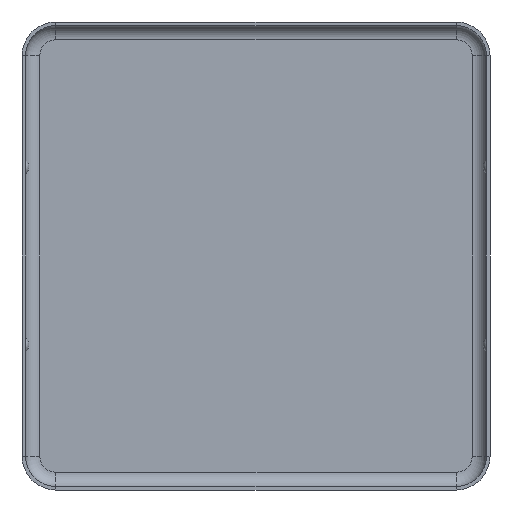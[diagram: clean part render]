
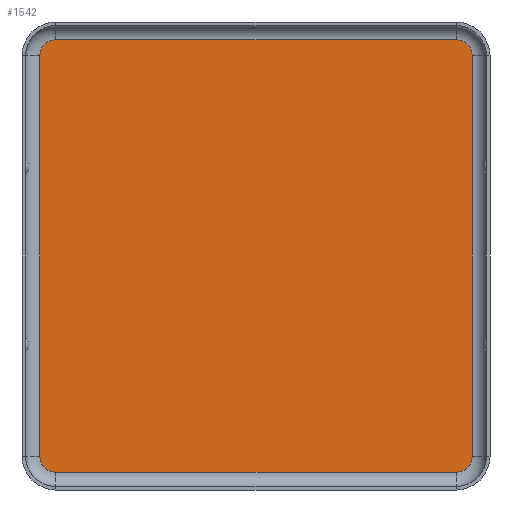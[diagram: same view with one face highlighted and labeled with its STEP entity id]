
A CAD part, front view. The second image highlights one B-rep face of the part: STEP entity #1542.
In plain terms, the highlighted planar face has unit normal (0, -1, 0).
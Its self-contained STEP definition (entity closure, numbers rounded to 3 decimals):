
#23 = EDGE_CURVE ( 'NONE', #150, #1091, #1256, .T. ) ;
#25 = DIRECTION ( 'NONE',  ( 0., -1., 0. ) ) ;
#68 = DIRECTION ( 'NONE',  ( -1., 0., 0. ) ) ;
#93 = DIRECTION ( 'NONE',  ( -1., 0., 0. ) ) ;
#117 = LINE ( 'NONE', #582, #637 ) ;
#126 = AXIS2_PLACEMENT_3D ( 'NONE', #564, #1205, #1462 ) ;
#142 = CARTESIAN_POINT ( 'NONE',  ( 11.25, 0., -11.25 ) ) ;
#148 = EDGE_CURVE ( 'NONE', #1563, #975, #1104, .T. ) ;
#150 = VERTEX_POINT ( 'NONE', #689 ) ;
#183 = CARTESIAN_POINT ( 'NONE',  ( -11.25, 0., -11.25 ) ) ;
#204 = ORIENTED_EDGE ( 'NONE', *, *, #437, .T. ) ;
#221 = VECTOR ( 'NONE', #93, 1000. ) ;
#260 = AXIS2_PLACEMENT_3D ( 'NONE', #726, #326, #845 ) ;
#326 = DIRECTION ( 'NONE',  ( 0., -1., 0. ) ) ;
#350 = EDGE_CURVE ( 'NONE', #975, #1408, #1401, .T. ) ;
#379 = CARTESIAN_POINT ( 'NONE',  ( 11.25, 0., 12.15 ) ) ;
#437 = EDGE_CURVE ( 'NONE', #1172, #150, #117, .T. ) ;
#440 = ORIENTED_EDGE ( 'NONE', *, *, #501, .F. ) ;
#459 = ORIENTED_EDGE ( 'NONE', *, *, #1187, .T. ) ;
#491 = AXIS2_PLACEMENT_3D ( 'NONE', #183, #1050, #1536 ) ;
#494 = VECTOR ( 'NONE', #552, 1000. ) ;
#501 = EDGE_CURVE ( 'NONE', #1172, #730, #596, .T. ) ;
#552 = DIRECTION ( 'NONE',  ( 0., 0., -1. ) ) ;
#564 = CARTESIAN_POINT ( 'NONE',  ( 11.25, 0., -11.25 ) ) ;
#578 = CARTESIAN_POINT ( 'NONE',  ( 12.15, 0., -11.25 ) ) ;
#582 = CARTESIAN_POINT ( 'NONE',  ( -12.15, 0., 0. ) ) ;
#585 = DIRECTION ( 'NONE',  ( 0., 1., 0. ) ) ;
#590 = CARTESIAN_POINT ( 'NONE',  ( -11.25, 0., 11.25 ) ) ;
#596 = CIRCLE ( 'NONE', #659, 0.9 ) ;
#637 = VECTOR ( 'NONE', #711, 1000. ) ;
#641 = CARTESIAN_POINT ( 'NONE',  ( -11.25, 0., 12.15 ) ) ;
#659 = AXIS2_PLACEMENT_3D ( 'NONE', #590, #585, #1604 ) ;
#689 = CARTESIAN_POINT ( 'NONE',  ( -12.15, 0., -11.25 ) ) ;
#711 = DIRECTION ( 'NONE',  ( 0., 0., -1. ) ) ;
#726 = CARTESIAN_POINT ( 'NONE',  ( 11.25, 0., 11.25 ) ) ;
#730 = VERTEX_POINT ( 'NONE', #641 ) ;
#809 = CARTESIAN_POINT ( 'NONE',  ( 11.25, 0., -12.15 ) ) ;
#836 = ORIENTED_EDGE ( 'NONE', *, *, #350, .F. ) ;
#845 = DIRECTION ( 'NONE',  ( 0., 0., -1. ) ) ;
#847 = CARTESIAN_POINT ( 'NONE',  ( -11.25, 0., -12.15 ) ) ;
#853 = ORIENTED_EDGE ( 'NONE', *, *, #1297, .F. ) ;
#883 = ORIENTED_EDGE ( 'NONE', *, *, #148, .F. ) ;
#932 = ORIENTED_EDGE ( 'NONE', *, *, #23, .T. ) ;
#975 = VERTEX_POINT ( 'NONE', #578 ) ;
#1050 = DIRECTION ( 'NONE',  ( 0., -1., 0. ) ) ;
#1057 = VECTOR ( 'NONE', #68, 1000. ) ;
#1091 = VERTEX_POINT ( 'NONE', #847 ) ;
#1104 = LINE ( 'NONE', #1328, #494 ) ;
#1149 = CARTESIAN_POINT ( 'NONE',  ( 12.15, 0., 11.25 ) ) ;
#1172 = VERTEX_POINT ( 'NONE', #1602 ) ;
#1187 = EDGE_CURVE ( 'NONE', #1563, #1452, #1510, .T. ) ;
#1205 = DIRECTION ( 'NONE',  ( 0., 1., 0. ) ) ;
#1237 = EDGE_LOOP ( 'NONE', ( #853, #836, #883, #459, #1530, #440, #204, #932 ) ) ;
#1246 = CARTESIAN_POINT ( 'NONE',  ( 11.25, 0., 12.15 ) ) ;
#1250 = CARTESIAN_POINT ( 'NONE',  ( 11.25, 0., -12.15 ) ) ;
#1256 = CIRCLE ( 'NONE', #491, 0.9 ) ;
#1285 = EDGE_CURVE ( 'NONE', #1452, #730, #1622, .T. ) ;
#1297 = EDGE_CURVE ( 'NONE', #1408, #1091, #1414, .T. ) ;
#1328 = CARTESIAN_POINT ( 'NONE',  ( 12.15, 0., 0. ) ) ;
#1400 = PLANE ( 'NONE',  #1466 ) ;
#1401 = CIRCLE ( 'NONE', #126, 0.9 ) ;
#1402 = DIRECTION ( 'NONE',  ( 0., 0., -1. ) ) ;
#1408 = VERTEX_POINT ( 'NONE', #1250 ) ;
#1414 = LINE ( 'NONE', #809, #221 ) ;
#1452 = VERTEX_POINT ( 'NONE', #379 ) ;
#1454 = FACE_OUTER_BOUND ( 'NONE', #1237, .T. ) ;
#1462 = DIRECTION ( 'NONE',  ( 0., 0., 1. ) ) ;
#1466 = AXIS2_PLACEMENT_3D ( 'NONE', #142, #25, #1402 ) ;
#1510 = CIRCLE ( 'NONE', #260, 0.9 ) ;
#1530 = ORIENTED_EDGE ( 'NONE', *, *, #1285, .T. ) ;
#1536 = DIRECTION ( 'NONE',  ( 0., 0., 1. ) ) ;
#1542 = ADVANCED_FACE ( 'NONE', ( #1454 ), #1400, .T. ) ;
#1563 = VERTEX_POINT ( 'NONE', #1149 ) ;
#1602 = CARTESIAN_POINT ( 'NONE',  ( -12.15, 0., 11.25 ) ) ;
#1604 = DIRECTION ( 'NONE',  ( 0., 0., -1. ) ) ;
#1622 = LINE ( 'NONE', #1246, #1057 ) ;
